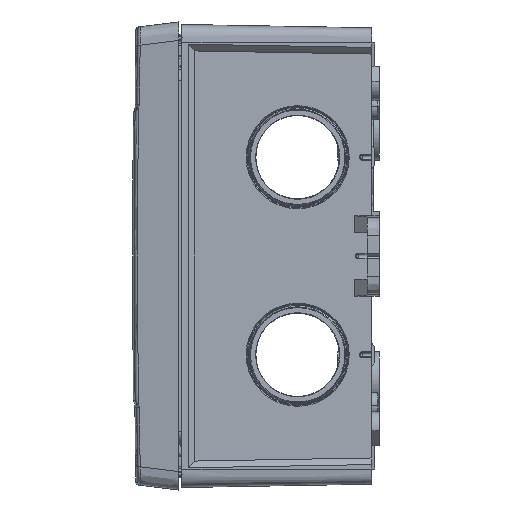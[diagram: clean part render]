
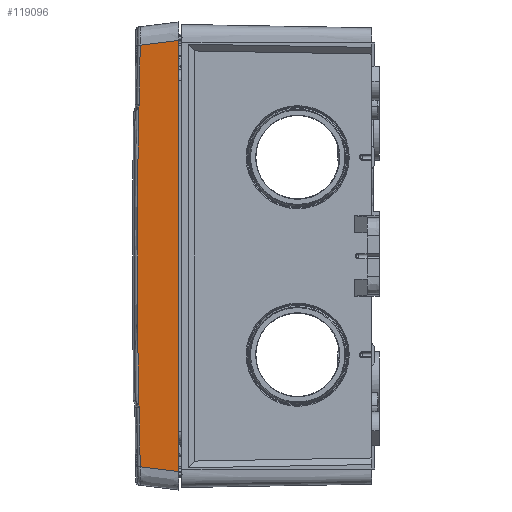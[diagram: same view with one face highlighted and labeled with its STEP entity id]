
A CAD part, left-side view. The second image highlights one B-rep face of the part: STEP entity #119096.
In plain terms, the highlighted planar face has unit normal (-0.993, 0.122, 0).
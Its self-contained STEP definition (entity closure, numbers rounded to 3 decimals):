
#103438=CARTESIAN_POINT('',(-75.8,0.,
69.845));
#103505=CARTESIAN_POINT('',(-75.8,0.,
-69.845));
#103525=DIRECTION('',(0.,0.,1.));
#103526=VECTOR('',#103525,139.689);
#103527=CARTESIAN_POINT('',(-75.8,0.,
-69.845));
#103528=LINE('34238',#103527,#103526);
#104351=CARTESIAN_POINT('',(-74.263,12.52,
68.307));
#104483=CARTESIAN_POINT('',(-74.232,12.77,
-49.));
#104484=CARTESIAN_POINT('',(-74.232,12.771,
-48.979));
#104485=CARTESIAN_POINT('',(-74.231,12.78,
-48.939));
#104486=CARTESIAN_POINT('',(-74.229,12.796,
-48.882));
#104487=CARTESIAN_POINT('',(-74.226,12.818,
-48.818));
#104488=CARTESIAN_POINT('',(-74.223,12.843,
-48.75));
#104489=CARTESIAN_POINT('',(-74.22,12.872,
-48.675));
#104490=CARTESIAN_POINT('',(-74.216,12.904,
-48.593));
#104491=CARTESIAN_POINT('',(-74.211,12.939,
-48.503));
#104492=CARTESIAN_POINT('',(-74.207,12.977,
-48.405));
#104493=CARTESIAN_POINT('',(-74.202,13.017,
-48.298));
#104494=CARTESIAN_POINT('',(-74.196,13.061,
-48.182));
#104495=CARTESIAN_POINT('',(-74.193,13.092,
-48.099));
#104496=CARTESIAN_POINT('',(-74.191,13.108,
-48.055));
#104501=CARTESIAN_POINT('',(-74.191,13.108,
48.055));
#104502=CARTESIAN_POINT('',(-74.193,13.092,
48.099));
#104503=CARTESIAN_POINT('',(-74.196,13.06,
48.184));
#104504=CARTESIAN_POINT('',(-74.202,13.017,
48.3));
#104505=CARTESIAN_POINT('',(-74.207,12.976,
48.406));
#104506=CARTESIAN_POINT('',(-74.211,12.939,
48.502));
#104507=CARTESIAN_POINT('',(-74.215,12.905,
48.59));
#104508=CARTESIAN_POINT('',(-74.219,12.874,
48.669));
#104509=CARTESIAN_POINT('',(-74.223,12.847,
48.741));
#104510=CARTESIAN_POINT('',(-74.226,12.822,
48.808));
#104511=CARTESIAN_POINT('',(-74.228,12.801,
48.868));
#104512=CARTESIAN_POINT('',(-74.231,12.782,
48.929));
#104513=CARTESIAN_POINT('',(-74.232,12.772,
48.975));
#104514=CARTESIAN_POINT('',(-74.232,12.77,
49.));
#104519=CARTESIAN_POINT('',(-624.109,-4465.619,0.));
#104520=DIRECTION('',(-0.993,0.122,0.));
#104521=DIRECTION('',(0.122,0.992,0.015));
#104522=AXIS2_PLACEMENT_3D('',#104519,#104520,#104521);
#104527=DIRECTION('',(-0.121,-0.985,0.121));
#104528=VECTOR('',#104527,12.708);
#104529=CARTESIAN_POINT('',(-74.263,12.52,
68.307));
#104530=LINE('37008',#104529,#104528);
#104534=DIRECTION('',(-0.121,-0.985,
-0.121));
#104535=VECTOR('',#104534,12.708);
#104536=CARTESIAN_POINT('',(-74.263,12.52,
-68.307));
#104537=LINE('37013',#104536,#104535);
#104541=CARTESIAN_POINT('',(-624.109,-4465.619,0.));
#104542=DIRECTION('',(-0.993,0.122,0.));
#104543=DIRECTION('',(0.122,0.992,-0.011));
#104544=AXIS2_PLACEMENT_3D('',#104541,#104542,#104543);
#104570=CARTESIAN_POINT('',(-74.232,12.77,
-49.));
#105423=CARTESIAN_POINT('',(-624.109,-4465.619,0.));
#105424=DIRECTION('',(-0.993,0.122,0.));
#105425=DIRECTION('',(0.122,0.992,0.011));
#105426=AXIS2_PLACEMENT_3D('',#105423,#105424,#105425);
#105431=CARTESIAN_POINT('',(-74.191,13.108,
-48.055));
#105677=CARTESIAN_POINT('',(-74.263,12.52,
-68.307));
#117372=VERTEX_POINT('',#103438);
#117375=VERTEX_POINT('',#103505);
#117795=VERTEX_POINT('',#105677);
#117798=VERTEX_POINT('',#104351);
#117873=VERTEX_POINT('',#105431);
#117874=VERTEX_POINT('',#104570);
#117875=VERTEX_POINT('',#104501);
#117876=VERTEX_POINT('',#104514);
#119077=CARTESIAN_POINT('',(-75.8,0.,-77.2));
#119078=DIRECTION('',(-0.993,0.122,0.));
#119079=DIRECTION('',(0.,0.,-1.));
#119080=AXIS2_PLACEMENT_3D('',#119077,#119078,#119079);
#119081=PLANE('34153',#119080);
#119083=ORIENTED_EDGE('37443',*,*,#119082,.T.);
#119085=ORIENTED_EDGE('37469',*,*,#119084,.F.);
#119086=ORIENTED_EDGE('37444',*,*,#119063,.T.);
#119087=ORIENTED_EDGE('37467',*,*,#118687,.F.);
#119088=ORIENTED_EDGE('37008',*,*,#118583,.T.);
#119089=ORIENTED_EDGE('34238',*,*,#118238,.F.);
#119091=ORIENTED_EDGE('37013',*,*,#119090,.F.);
#119093=ORIENTED_EDGE('37463',*,*,#119092,.F.);
#119094=EDGE_LOOP('34153',(#119083,#119085,#119086,#119087,#119088,#119089,
#119091,#119093));
#119095=FACE_OUTER_BOUND('34153',#119094,.F.);
#104497=B_SPLINE_CURVE_WITH_KNOTS('37443',3,(#104483,#104484,#104485,#104486,
#104487,#104488,#104489,#104490,#104491,#104492,#104493,#104494,#104495,
#104496),.UNSPECIFIED.,.F.,.F.,(4,1,1,1,1,1,1,1,1,1,1,4),(0.,
0.091,0.182,0.273,0.364,
0.455,0.545,0.636,0.727,
0.818,0.909,1.),.UNSPECIFIED.);
#104515=B_SPLINE_CURVE_WITH_KNOTS('37444',3,(#104501,#104502,#104503,#104504,
#104505,#104506,#104507,#104508,#104509,#104510,#104511,#104512,#104513,
#104514),.UNSPECIFIED.,.F.,.F.,(4,1,1,1,1,1,1,1,1,1,1,4),(0.,
0.091,0.182,0.273,0.364,
0.455,0.545,0.636,0.727,
0.818,0.909,1.),.UNSPECIFIED.);
#104523=CIRCLE('37467',#104522,4512.287);
#104545=CIRCLE('37463',#104544,4512.287);
#105427=CIRCLE('37469',#105426,4512.617);
#118238=EDGE_CURVE('34238',#117375,#117372,#103528,.T.);
#118583=EDGE_CURVE('37008',#117798,#117372,#104530,.T.);
#118687=EDGE_CURVE('37467',#117798,#117876,#104523,.T.);
#119063=EDGE_CURVE('37444',#117875,#117876,#104515,.T.);
#119082=EDGE_CURVE('37443',#117874,#117873,#104497,.T.);
#119084=EDGE_CURVE('37469',#117875,#117873,#105427,.T.);
#119090=EDGE_CURVE('37013',#117795,#117375,#104537,.T.);
#119092=EDGE_CURVE('37463',#117874,#117795,#104545,.T.);
#119096=ADVANCED_FACE('34153',(#119095),#119081,.T.);
